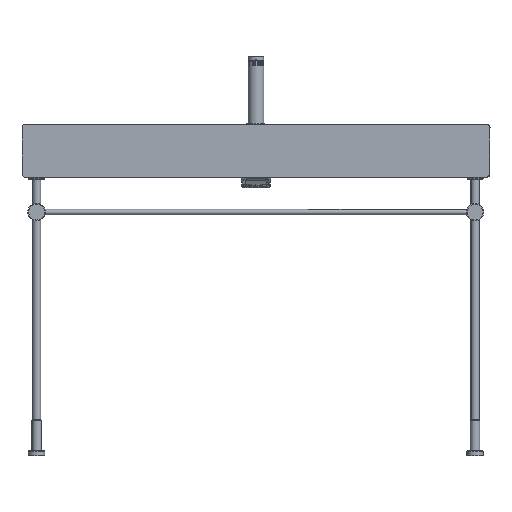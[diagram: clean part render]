
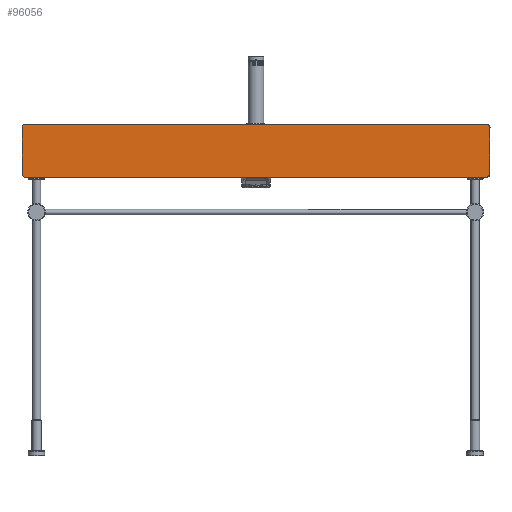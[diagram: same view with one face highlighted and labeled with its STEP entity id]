
A CAD part, left-side view. The second image highlights one B-rep face of the part: STEP entity #96056.
In plain terms, the highlighted planar face has unit normal (-1, 0.001, 0).
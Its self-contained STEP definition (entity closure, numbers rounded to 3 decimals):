
#1068=CARTESIAN_POINT('',(0.,592.941,0.));
#1069=VERTEX_POINT('',#1068);
#1077=CARTESIAN_POINT('',(0.,-592.941,0.));
#1078=VERTEX_POINT('',#1077);
#1079=CARTESIAN_POINT('',(0.,-592.941,0.0));
#1080=DIRECTION('',(0.0,1.0,0.0));
#1081=VECTOR('',#1080,1185.882);
#1082=LINE('',#1079,#1081);
#1083=EDGE_CURVE('',#1078,#1069,#1082,.T.);
#1447=CARTESIAN_POINT('',(0.,-599.941,-7.061));
#1448=VERTEX_POINT('',#1447);
#1468=CARTESIAN_POINT('',(0.,-599.941,-7.061));
#1469=CARTESIAN_POINT('',(0.,-599.949,-6.14));
#1470=CARTESIAN_POINT('',(0.,-599.775,-5.227));
#1471=CARTESIAN_POINT('',(0.,-599.087,-3.528));
#1472=CARTESIAN_POINT('',(0.0,-598.583,-2.758));
#1473=CARTESIAN_POINT('',(0.0,-597.308,-1.454));
#1474=CARTESIAN_POINT('',(0.0,-596.549,-0.933));
#1475=CARTESIAN_POINT('',(0.0,-595.276,-0.384));
#1476=CARTESIAN_POINT('',(0.,-594.821,-0.241));
#1477=CARTESIAN_POINT('',(0.,-593.89,-0.048));
#1478=CARTESIAN_POINT('',(0.,-593.416,0.));
#1479=CARTESIAN_POINT('',(0.,-592.941,0.));
#1480=B_SPLINE_CURVE_WITH_KNOTS('',3,(#1468,#1469,#1470,#1471,#1472,#1473,#1474,#1475,#1476,#1477,#1478,#1479),.UNSPECIFIED.,.F.,.U.,(4,2,2,2,2,4),(0.0,0.276,0.55,0.823,0.966,1.109),.UNSPECIFIED.);
#1481=EDGE_CURVE('',#1448,#1078,#1480,.T.);
#2008=CARTESIAN_POINT('',(0.,-598.104,-130.105));
#2009=VERTEX_POINT('',#2008);
#2028=CARTESIAN_POINT('',(0.,9399.675,80.629));
#2029=DIRECTION('',(-1.0,0.0,0.0));
#2030=DIRECTION('',(0.0,1.0,0.0));
#2031=AXIS2_PLACEMENT_3D('',#2028,#2029,#2030);
#2032=CIRCLE('',#2031,10000.0);
#2033=EDGE_CURVE('',#2009,#1448,#2032,.T.);
#2542=CARTESIAN_POINT('',(0.,0.0,-135.0));
#2543=VERTEX_POINT('',#2542);
#2550=CARTESIAN_POINT('',(0.,593.105,-135.));
#2551=VERTEX_POINT('',#2550);
#2552=CARTESIAN_POINT('',(0.,593.105,-135.0));
#2553=DIRECTION('',(0.0,-1.0,0.0));
#2554=VECTOR('',#2553,593.105);
#2555=LINE('',#2552,#2554);
#2556=EDGE_CURVE('',#2551,#2543,#2555,.T.);
#88586=CARTESIAN_POINT('',(0.,598.104,-130.105));
#88587=VERTEX_POINT('',#88586);
#88588=CARTESIAN_POINT('',(0.,598.104,-130.105));
#88589=CARTESIAN_POINT('',(0.,598.091,-130.756));
#88590=CARTESIAN_POINT('',(0.,597.95,-131.397));
#88591=CARTESIAN_POINT('',(0.,597.431,-132.591));
#88592=CARTESIAN_POINT('',(0.,597.057,-133.132));
#88593=CARTESIAN_POINT('',(0.,596.123,-134.039));
#88594=CARTESIAN_POINT('',(0.,595.572,-134.398));
#88595=CARTESIAN_POINT('',(0.,594.376,-134.878));
#88596=CARTESIAN_POINT('',(0.,593.744,-135.));
#88597=CARTESIAN_POINT('',(0.,593.105,-135.));
#88598=B_SPLINE_CURVE_WITH_KNOTS('',3,(#88588,#88589,#88590,#88591,#88592,#88593,#88594,#88595,#88596,#88597),.UNSPECIFIED.,.F.,.U.,(4,2,2,2,4),(-0.777,-0.582,-0.387,-0.191,0.0),.UNSPECIFIED.);
#88599=EDGE_CURVE('',#2551,#88587,#88598,.F.);
#88676=CARTESIAN_POINT('',(0.,-593.105,-135.));
#88677=VERTEX_POINT('',#88676);
#88688=CARTESIAN_POINT('',(0.,-593.105,-135.0));
#88689=DIRECTION('',(0.0,1.0,0.0));
#88690=VECTOR('',#88689,593.105);
#88691=LINE('',#88688,#88690);
#88692=EDGE_CURVE('',#88677,#2543,#88691,.T.);
#88718=CARTESIAN_POINT('',(0.,599.941,-7.061));
#88719=VERTEX_POINT('',#88718);
#88720=CARTESIAN_POINT('',(0.,-9399.675,80.629));
#88721=DIRECTION('',(1.0,0.0,0.0));
#88722=DIRECTION('',(0.0,1.0,0.0));
#88723=AXIS2_PLACEMENT_3D('',#88720,#88721,#88722);
#88724=CIRCLE('',#88723,10000.0);
#88725=EDGE_CURVE('',#88587,#88719,#88724,.T.);
#95274=CARTESIAN_POINT('',(0.,-598.104,-130.105));
#95275=CARTESIAN_POINT('',(0.,-598.091,-130.756));
#95276=CARTESIAN_POINT('',(0.,-597.95,-131.397));
#95277=CARTESIAN_POINT('',(0.,-597.431,-132.591));
#95278=CARTESIAN_POINT('',(0.,-597.057,-133.132));
#95279=CARTESIAN_POINT('',(0.,-596.123,-134.039));
#95280=CARTESIAN_POINT('',(0.,-595.572,-134.398));
#95281=CARTESIAN_POINT('',(0.,-594.376,-134.878));
#95282=CARTESIAN_POINT('',(0.,-593.744,-135.));
#95283=CARTESIAN_POINT('',(0.,-593.105,-135.));
#95284=B_SPLINE_CURVE_WITH_KNOTS('',3,(#95274,#95275,#95276,#95277,#95278,#95279,#95280,#95281,#95282,#95283),.UNSPECIFIED.,.F.,.U.,(4,2,2,2,4),(-0.777,-0.582,-0.387,-0.191,0.0),.UNSPECIFIED.);
#95285=EDGE_CURVE('',#88677,#2009,#95284,.F.);
#96024=CARTESIAN_POINT('',(0.,-659.935,6.75));
#96025=DIRECTION('',(1.0,0.0,0.0));
#96026=DIRECTION('',(0.0,0.0,-1.0));
#96027=AXIS2_PLACEMENT_3D('',#96024,#96025,#96026);
#96028=PLANE('',#96027);
#96029=ORIENTED_EDGE('',*,*,#88599,.F.);
#96030=ORIENTED_EDGE('',*,*,#2556,.T.);
#96031=ORIENTED_EDGE('',*,*,#88692,.F.);
#96032=ORIENTED_EDGE('',*,*,#95285,.T.);
#96033=ORIENTED_EDGE('',*,*,#2033,.T.);
#96034=ORIENTED_EDGE('',*,*,#1481,.T.);
#96035=ORIENTED_EDGE('',*,*,#1083,.T.);
#96036=CARTESIAN_POINT('',(0.,599.941,-7.061));
#96037=CARTESIAN_POINT('',(0.,599.945,-6.594));
#96038=CARTESIAN_POINT('',(0.,599.902,-6.127));
#96039=CARTESIAN_POINT('',(0.,599.724,-5.21));
#96040=CARTESIAN_POINT('',(0.,599.59,-4.761));
#96041=CARTESIAN_POINT('',(0.,599.063,-3.486));
#96042=CARTESIAN_POINT('',(0.,598.554,-2.72));
#96043=CARTESIAN_POINT('',(0.,597.27,-1.424));
#96044=CARTESIAN_POINT('',(0.,596.508,-0.909));
#96045=CARTESIAN_POINT('',(0.,595.238,-0.371));
#96046=CARTESIAN_POINT('',(0.,594.79,-0.233));
#96047=CARTESIAN_POINT('',(0.,593.874,-0.047));
#96048=CARTESIAN_POINT('',(0.,593.408,0.));
#96049=CARTESIAN_POINT('',(0.,592.941,0.));
#96050=B_SPLINE_CURVE_WITH_KNOTS('',3,(#96036,#96037,#96038,#96039,#96040,#96041,#96042,#96043,#96044,#96045,#96046,#96047,#96048,#96049),.UNSPECIFIED.,.F.,.U.,(4,2,2,2,2,2,4),(0.,0.14,0.28,0.554,0.827,0.968,1.108),.UNSPECIFIED.);
#96051=EDGE_CURVE('',#88719,#1069,#96050,.T.);
#96052=ORIENTED_EDGE('',*,*,#96051,.F.);
#96053=ORIENTED_EDGE('',*,*,#88725,.F.);
#96054=EDGE_LOOP('',(#96029,#96030,#96031,#96032,#96033,#96034,#96035,#96052,#96053));
#96055=FACE_OUTER_BOUND('',#96054,.T.);
#96056=ADVANCED_FACE('',(#96055),#96028,.F.);
